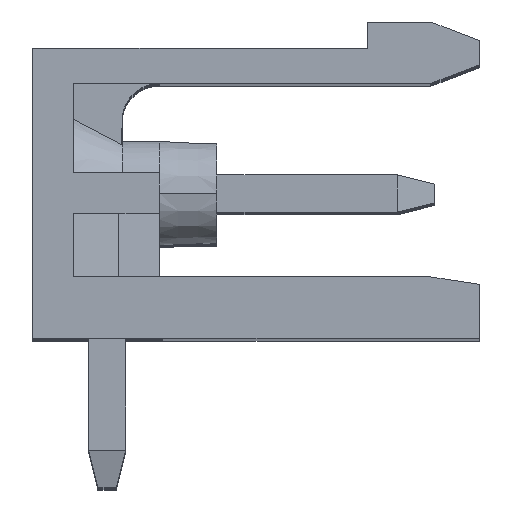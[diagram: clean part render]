
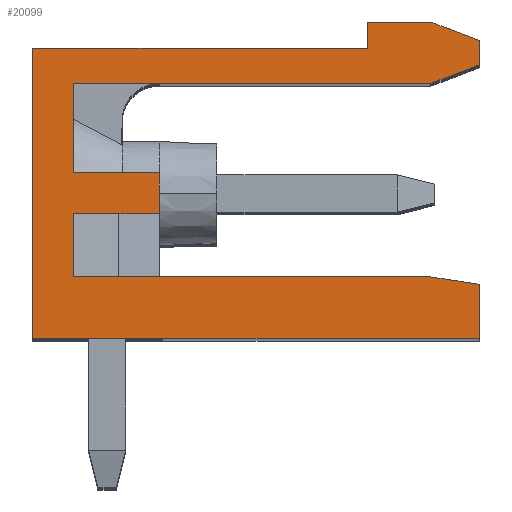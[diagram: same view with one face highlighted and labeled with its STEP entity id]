
A CAD part, top view. The second image highlights one B-rep face of the part: STEP entity #20099.
In plain terms, the highlighted planar face has unit normal (0, 0, 1).
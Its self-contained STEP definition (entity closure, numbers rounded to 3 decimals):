
#960 = VERTEX_POINT('',#961);
#961 = CARTESIAN_POINT('',(11.,3.75,38.35));
#967 = EDGE_CURVE('',#960,#968,#970,.T.);
#968 = VERTEX_POINT('',#969);
#969 = CARTESIAN_POINT('',(-1.,3.75,38.35));
#970 = LINE('',#971,#972);
#971 = CARTESIAN_POINT('',(11.,3.75,38.35));
#972 = VECTOR('',#973,1.);
#973 = DIRECTION('',(-1.,0.,0.));
#1456 = VERTEX_POINT('',#1457);
#1457 = CARTESIAN_POINT('',(11.,5.2,38.35));
#1463 = EDGE_CURVE('',#1456,#960,#1464,.T.);
#1464 = LINE('',#1465,#1466);
#1465 = CARTESIAN_POINT('',(11.,12.25,38.35));
#1466 = VECTOR('',#1467,1.);
#1467 = DIRECTION('',(0.,-1.,0.));
#1726 = VERTEX_POINT('',#1727);
#1727 = CARTESIAN_POINT('',(2.4,8.2,38.35));
#1733 = EDGE_CURVE('',#1734,#1726,#1736,.T.);
#1734 = VERTEX_POINT('',#1735);
#1735 = CARTESIAN_POINT('',(2.4,7.1,38.35));
#1736 = LINE('',#1737,#1738);
#1737 = CARTESIAN_POINT('',(2.4,5.4,38.35));
#1738 = VECTOR('',#1739,1.);
#1739 = DIRECTION('',(0.,1.,0.));
#2440 = VERTEX_POINT('',#2441);
#2441 = CARTESIAN_POINT('',(9.7,10.6,38.35));
#2447 = EDGE_CURVE('',#2448,#2440,#2450,.T.);
#2448 = VERTEX_POINT('',#2449);
#2449 = CARTESIAN_POINT('',(0.1,10.6,38.35));
#2450 = LINE('',#2451,#2452);
#2451 = CARTESIAN_POINT('',(2.4,10.6,38.35));
#2452 = VECTOR('',#2453,1.);
#2453 = DIRECTION('',(1.,0.,0.));
#2828 = VERTEX_POINT('',#2829);
#2829 = CARTESIAN_POINT('',(8.,12.25,38.35));
#2835 = EDGE_CURVE('',#2828,#2836,#2838,.T.);
#2836 = VERTEX_POINT('',#2837);
#2837 = CARTESIAN_POINT('',(9.7,12.25,38.35));
#2838 = LINE('',#2839,#2840);
#2839 = CARTESIAN_POINT('',(-1.,12.25,38.35));
#2840 = VECTOR('',#2841,1.);
#2841 = DIRECTION('',(1.,0.,0.));
#3003 = VERTEX_POINT('',#3004);
#3004 = CARTESIAN_POINT('',(8.,11.55,38.35));
#3010 = EDGE_CURVE('',#2828,#3003,#3011,.T.);
#3011 = LINE('',#3012,#3013);
#3012 = CARTESIAN_POINT('',(8.,12.25,38.35));
#3013 = VECTOR('',#3014,1.);
#3014 = DIRECTION('',(0.,-1.,0.));
#3032 = VERTEX_POINT('',#3033);
#3033 = CARTESIAN_POINT('',(-1.,11.55,38.35));
#3041 = EDGE_CURVE('',#3003,#3032,#3042,.T.);
#3042 = LINE('',#3043,#3044);
#3043 = CARTESIAN_POINT('',(8.,11.55,38.35));
#3044 = VECTOR('',#3045,1.);
#3045 = DIRECTION('',(-1.,0.,0.));
#3247 = EDGE_CURVE('',#968,#3032,#3248,.T.);
#3248 = LINE('',#3249,#3250);
#3249 = CARTESIAN_POINT('',(-1.,3.75,38.35));
#3250 = VECTOR('',#3251,1.);
#3251 = DIRECTION('',(0.,1.,0.));
#18277 = VERTEX_POINT('',#18278);
#18278 = CARTESIAN_POINT('',(11.,11.75,38.35));
#18284 = EDGE_CURVE('',#18277,#18285,#18287,.T.);
#18285 = VERTEX_POINT('',#18286);
#18286 = CARTESIAN_POINT('',(11.,11.1,38.35));
#18287 = LINE('',#18288,#18289);
#18288 = CARTESIAN_POINT('',(11.,12.25,38.35));
#18289 = VECTOR('',#18290,1.);
#18290 = DIRECTION('',(0.,-1.,0.));
#18315 = VERTEX_POINT('',#18316);
#18316 = CARTESIAN_POINT('',(9.7,5.4,38.35));
#18324 = EDGE_CURVE('',#18315,#1456,#18325,.T.);
#18325 = LINE('',#18326,#18327);
#18326 = CARTESIAN_POINT('',(10.35,5.3,38.35));
#18327 = VECTOR('',#18328,1.);
#18328 = DIRECTION('',(0.988,-0.152,0.));
#18347 = EDGE_CURVE('',#18315,#18348,#18350,.T.);
#18348 = VERTEX_POINT('',#18349);
#18349 = CARTESIAN_POINT('',(0.1,5.4,38.35));
#18350 = LINE('',#18351,#18352);
#18351 = CARTESIAN_POINT('',(11.,5.4,38.35));
#18352 = VECTOR('',#18353,1.);
#18353 = DIRECTION('',(-1.,0.,0.));
#18393 = EDGE_CURVE('',#1726,#18394,#18396,.T.);
#18394 = VERTEX_POINT('',#18395);
#18395 = CARTESIAN_POINT('',(0.1,8.2,38.35));
#18396 = LINE('',#18397,#18398);
#18397 = CARTESIAN_POINT('',(2.4,8.2,38.35));
#18398 = VECTOR('',#18399,1.);
#18399 = DIRECTION('',(-1.,0.,0.));
#18438 = EDGE_CURVE('',#2448,#18394,#18439,.T.);
#18439 = LINE('',#18440,#18441);
#18440 = CARTESIAN_POINT('',(0.1,7.65,38.35));
#18441 = VECTOR('',#18442,1.);
#18442 = DIRECTION('',(0.,-1.,0.));
#18468 = EDGE_CURVE('',#2440,#18285,#18469,.T.);
#18469 = LINE('',#18470,#18471);
#18470 = CARTESIAN_POINT('',(9.7,10.6,38.35));
#18471 = VECTOR('',#18472,1.);
#18472 = DIRECTION('',(0.933,0.359,0.));
#18490 = EDGE_CURVE('',#18277,#2836,#18491,.T.);
#18491 = LINE('',#18492,#18493);
#18492 = CARTESIAN_POINT('',(11.,11.75,38.35));
#18493 = VECTOR('',#18494,1.);
#18494 = DIRECTION('',(-0.933,0.359,0.));
#18515 = VERTEX_POINT('',#18516);
#18516 = CARTESIAN_POINT('',(0.1,7.1,38.35));
#18522 = EDGE_CURVE('',#18515,#18348,#18523,.T.);
#18523 = LINE('',#18524,#18525);
#18524 = CARTESIAN_POINT('',(0.1,7.65,38.35));
#18525 = VECTOR('',#18526,1.);
#18526 = DIRECTION('',(0.,-1.,0.));
#18543 = EDGE_CURVE('',#18515,#1734,#18544,.T.);
#18544 = LINE('',#18545,#18546);
#18545 = CARTESIAN_POINT('',(0.7,7.1,38.35));
#18546 = VECTOR('',#18547,1.);
#18547 = DIRECTION('',(1.,0.,0.));
#20099 = ADVANCED_FACE('',(#20100),#20119,.T.);
#20100 = FACE_BOUND('',#20101,.T.);
#20101 = EDGE_LOOP('',(#20102,#20103,#20104,#20105,#20106,#20107,#20108,
    #20109,#20110,#20111,#20112,#20113,#20114,#20115,#20116,#20117,
    #20118));
#20102 = ORIENTED_EDGE('',*,*,#2447,.T.);
#20103 = ORIENTED_EDGE('',*,*,#18468,.T.);
#20104 = ORIENTED_EDGE('',*,*,#18284,.F.);
#20105 = ORIENTED_EDGE('',*,*,#18490,.T.);
#20106 = ORIENTED_EDGE('',*,*,#2835,.F.);
#20107 = ORIENTED_EDGE('',*,*,#3010,.T.);
#20108 = ORIENTED_EDGE('',*,*,#3041,.T.);
#20109 = ORIENTED_EDGE('',*,*,#3247,.F.);
#20110 = ORIENTED_EDGE('',*,*,#967,.F.);
#20111 = ORIENTED_EDGE('',*,*,#1463,.F.);
#20112 = ORIENTED_EDGE('',*,*,#18324,.F.);
#20113 = ORIENTED_EDGE('',*,*,#18347,.T.);
#20114 = ORIENTED_EDGE('',*,*,#18522,.F.);
#20115 = ORIENTED_EDGE('',*,*,#18543,.T.);
#20116 = ORIENTED_EDGE('',*,*,#1733,.T.);
#20117 = ORIENTED_EDGE('',*,*,#18393,.T.);
#20118 = ORIENTED_EDGE('',*,*,#18438,.F.);
#20119 = PLANE('',#20120);
#20120 = AXIS2_PLACEMENT_3D('',#20121,#20122,#20123);
#20121 = CARTESIAN_POINT('',(0.,0.,38.35));
#20122 = DIRECTION('',(0.,0.,1.));
#20123 = DIRECTION('',(1.,0.,0.));
